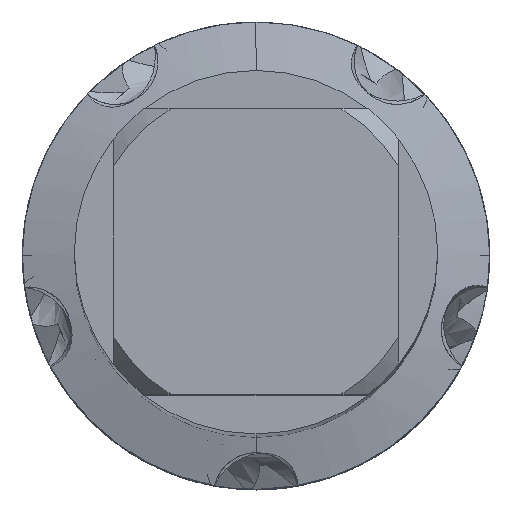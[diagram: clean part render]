
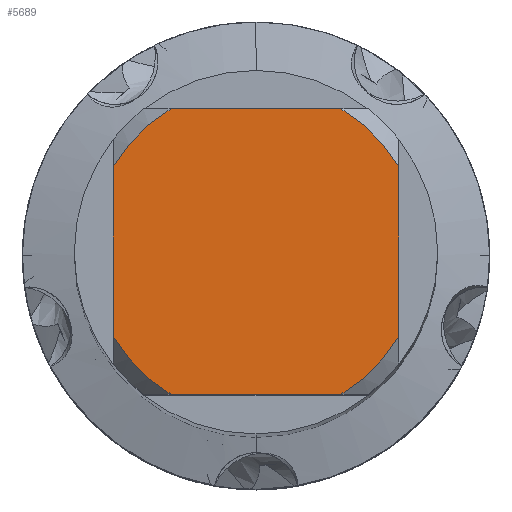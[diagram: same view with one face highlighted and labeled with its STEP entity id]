
A CAD part, top view. The second image highlights one B-rep face of the part: STEP entity #5689.
In plain terms, the highlighted planar face has unit normal (0, 0, 1).
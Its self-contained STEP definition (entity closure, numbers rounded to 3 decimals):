
#2751=VERTEX_POINT('',#7808);
#2781=EDGE_CURVE('',#6991,#5335,#7841,.T.);
#2905=EDGE_CURVE('',#5125,#6105,#7975,.T.);
#3421=EDGE_CURVE('',#4737,#5335,#8539,.T.);
#3931=VERTEX_POINT('',#9098);
#4737=VERTEX_POINT('',#9966);
#5065=EDGE_CURVE('',#5125,#6761,#10326,.T.);
#5125=VERTEX_POINT('',#10391);
#5293=EDGE_CURVE('',#3931,#6761,#10576,.T.);
#5335=VERTEX_POINT('',#10623);
#5689=ADVANCED_FACE('',(#11016),#11017,.T.);
#6105=VERTEX_POINT('',#11477);
#6237=EDGE_CURVE('',#3931,#2751,#11616,.T.);
#6249=EDGE_CURVE('',#4737,#6105,#11631,.T.);
#6761=VERTEX_POINT('',#12189);
#6991=VERTEX_POINT('',#12431);
#7043=EDGE_CURVE('',#6991,#2751,#12485,.T.);
#7808=CARTESIAN_POINT('',(5.5,3.273,0.0));
#7841=CIRCLE('',#14525,6.4);
#7975=LINE('',#14928,#14929);
#8539=LINE('',#16676,#16677);
#9098=CARTESIAN_POINT('',(3.273,5.5,0.0));
#9966=CARTESIAN_POINT('',(-3.273,-5.5,0.0));
#10326=CIRCLE('',#23810,6.4);
#10391=CARTESIAN_POINT('',(-5.5,3.273,0.0));
#10576=LINE('',#24728,#24729);
#10623=CARTESIAN_POINT('',(3.273,-5.5,0.0));
#11016=FACE_OUTER_BOUND('',#26357,.T.);
#11017=PLANE('',#26358);
#11477=CARTESIAN_POINT('',(-5.5,-3.273,0.0));
#11616=CIRCLE('',#28688,6.4);
#11631=CIRCLE('',#28722,6.4);
#12189=CARTESIAN_POINT('',(-3.273,5.5,0.0));
#12431=CARTESIAN_POINT('',(5.5,-3.273,0.0));
#12485=LINE('',#31441,#31442);
#14525=AXIS2_PLACEMENT_3D('',#33453,#33454,#33455);
#14928=CARTESIAN_POINT('',(-5.5,1.6,0.0));
#14929=VECTOR('',#33596,1.0);
#16676=CARTESIAN_POINT('',(0.0,-5.5,0.0));
#16677=VECTOR('',#34119,1.0);
#23810=AXIS2_PLACEMENT_3D('',#36204,#36205,#36206);
#24728=CARTESIAN_POINT('',(0.0,5.5,0.0));
#24729=VECTOR('',#36471,1.0);
#26357=EDGE_LOOP('',(#36920,#36921,#36922,#36923,#36924,#36925,#36926,#36927));
#26358=AXIS2_PLACEMENT_3D('',#36928,#36929,#36930);
#28688=AXIS2_PLACEMENT_3D('',#37631,#37632,#37633);
#28722=AXIS2_PLACEMENT_3D('',#37659,#37660,#37661);
#31441=CARTESIAN_POINT('',(5.5,1.6,0.0));
#31442=VECTOR('',#38416,1.0);
#33453=CARTESIAN_POINT('',(0.0,0.0,0.0));
#33454=DIRECTION('',(0.0,0.0,-1.0));
#33455=DIRECTION('',(0.0,1.0,0.0));
#33596=DIRECTION('',(-0.0,-1.0,0.0));
#34119=DIRECTION('',(1.0,0.0,0.0));
#36204=CARTESIAN_POINT('',(0.0,0.0,0.0));
#36205=DIRECTION('',(0.0,0.0,-1.0));
#36206=DIRECTION('',(0.0,1.0,0.0));
#36471=DIRECTION('',(-1.0,0.0,0.0));
#36920=ORIENTED_EDGE('',*,*,#2905,.T.);
#36921=ORIENTED_EDGE('',*,*,#6249,.F.);
#36922=ORIENTED_EDGE('',*,*,#3421,.T.);
#36923=ORIENTED_EDGE('',*,*,#2781,.F.);
#36924=ORIENTED_EDGE('',*,*,#7043,.T.);
#36925=ORIENTED_EDGE('',*,*,#6237,.F.);
#36926=ORIENTED_EDGE('',*,*,#5293,.T.);
#36927=ORIENTED_EDGE('',*,*,#5065,.F.);
#36928=CARTESIAN_POINT('',(0.0,3.2,0.0));
#36929=DIRECTION('',(-0.0,0.0,1.0));
#36930=DIRECTION('',(0.0,-1.0,0.0));
#37631=CARTESIAN_POINT('',(0.0,0.0,0.0));
#37632=DIRECTION('',(0.0,0.0,-1.0));
#37633=DIRECTION('',(0.0,1.0,0.0));
#37659=CARTESIAN_POINT('',(0.0,0.0,0.0));
#37660=DIRECTION('',(0.0,0.0,-1.0));
#37661=DIRECTION('',(0.0,1.0,0.0));
#38416=DIRECTION('',(-0.0,1.0,0.0));
